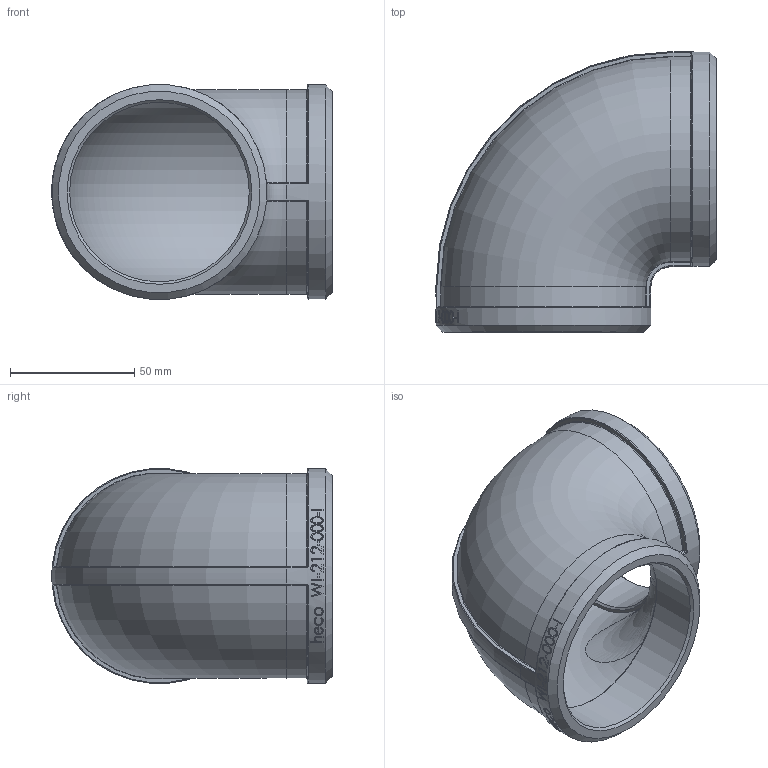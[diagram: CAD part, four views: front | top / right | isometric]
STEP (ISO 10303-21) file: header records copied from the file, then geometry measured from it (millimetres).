
FILE_DESCRIPTION (( 'STEP AP214' ), '1' );
FILE_NAME ('heco_WI-212-000-I.STEP', '2016-07-11T10:04:46', ( '' ), ( '' ), 'SwSTEP 2.0', 'SolidWorks 2011', '' );
FILE_SCHEMA (( 'AUTOMOTIVE_DESIGN' ));
Length unit declared in the file: millimetre
Products named in the file (1): heco_WI-212-000-I
Bounding box: 112.8 x 112.74 x 86.22 mm (x, y, z)
Volume: 123580.4 mm3; surface area: 62770.5 mm2
Topology: 1 solids, 1 shells, 255 faces, 633 edges, 398 vertices
Faces by surface type: bspline 104, plane 62, cylinder 54, torus 21, sphere 8, cone 6
Full cylindrical faces by diameter (mm): 72.226 x2, 86.5 x2
Entity records: 25729 total; most frequent: CARTESIAN_POINT 18907, ORIENTED_EDGE 1224, DIRECTION 736, EDGE_CURVE 612, VERTEX_POINT 392, B_SPLINE_CURVE_WITH_KNOTS 334, AXIS2_PLACEMENT_3D 306, EDGE_LOOP 290
